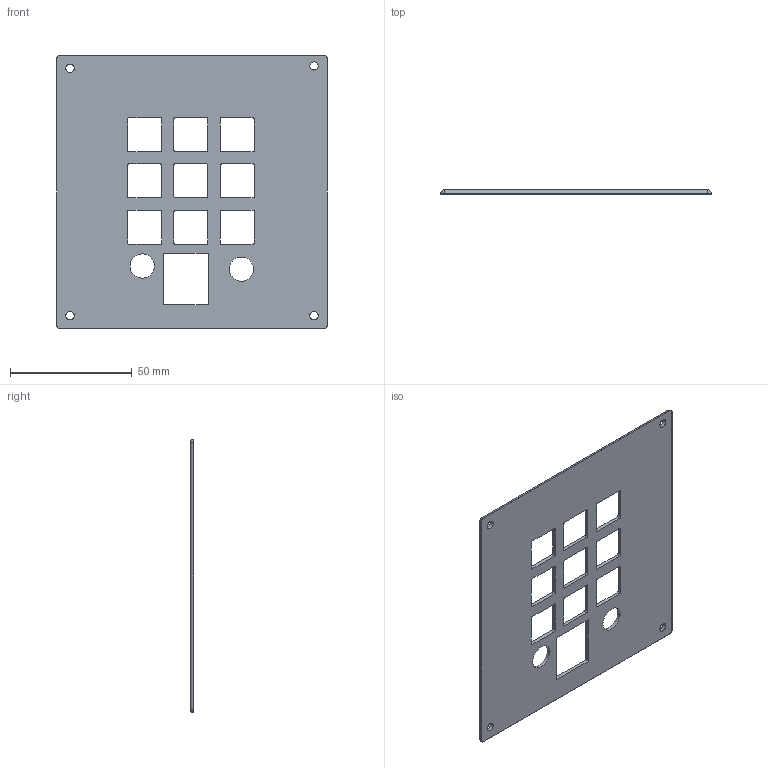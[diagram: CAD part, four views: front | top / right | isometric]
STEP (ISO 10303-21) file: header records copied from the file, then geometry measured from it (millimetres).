
FILE_DESCRIPTION(/* description */ (''),/* implementation_level */ '2;1');
FILE_NAME(/* name */ 'Hackpad Case Top.step',/* time_stamp */ '2026-01-14T15:31:26+08:00',/* author */ (''),/* organization */ (''),/* preprocessor_version */ 'ST-DEVELOPER v20.1',/* originating_system */ 'Autodesk Translation Framework v14.21.0.0',/* authorisation */ '');
FILE_SCHEMA (('AUTOMOTIVE_DESIGN { 1 0 10303 214 3 1 1 }'));
Length unit declared in the file: millimetre
Products named in the file (1): 2026-01-09-20-35-37-575
Bounding box: 111.2 x 1.5 x 112.6 mm (x, y, z)
Volume: 15076.8 mm3; surface area: 21771.6 mm2
Topology: 1 solids, 1 shells, 100 faces, 282 edges, 184 vertices
Faces by surface type: cylinder 50, plane 46, sphere 4
Full cylindrical faces by diameter (mm): 3.4 x4, 10 x2
Entity records: 3347 total; most frequent: DIRECTION 584, CARTESIAN_POINT 567, ORIENTED_EDGE 564, EDGE_CURVE 282, AXIS2_PLACEMENT_3D 201, VERTEX_POINT 184, LINE 182, VECTOR 182
